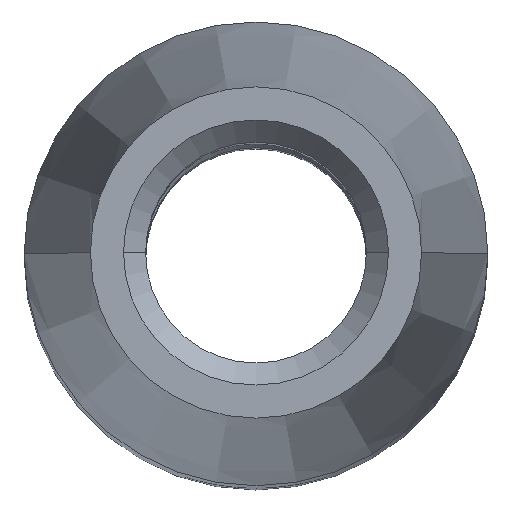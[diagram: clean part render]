
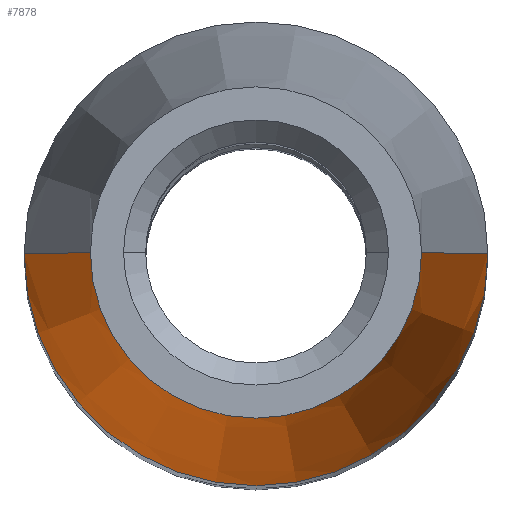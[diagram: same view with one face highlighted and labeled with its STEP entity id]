
A CAD part, top view. The second image highlights one B-rep face of the part: STEP entity #7878.
In plain terms, the highlighted conical face has half-angle 4.899 degrees and reference radius 5.25 mm.
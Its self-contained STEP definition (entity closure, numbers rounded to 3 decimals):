
#23 = CARTESIAN_POINT ( 'NONE',  ( 0., 0., 27.5 ) ) ;
#251 = ORIENTED_EDGE ( 'NONE', *, *, #497, .F. ) ;
#496 = FACE_OUTER_BOUND ( 'NONE', #856, .T. ) ;
#497 = EDGE_CURVE ( 'NONE', #5839, #5423, #10290, .T. ) ;
#544 = ORIENTED_EDGE ( 'NONE', *, *, #10978, .F. ) ;
#790 = CONICAL_SURFACE ( 'NONE', #5940, 5.25, 0.086 ) ;
#824 = DIRECTION ( 'NONE',  ( 1., 0., 0. ) ) ;
#856 = EDGE_LOOP ( 'NONE', ( #251, #544, #4627, #11478 ) ) ;
#1625 = CARTESIAN_POINT ( 'NONE',  ( -3.75, 0., 45. ) ) ;
#1999 = DIRECTION ( 'NONE',  ( 0.085, 0., -0.996 ) ) ;
#3065 = VECTOR ( 'NONE', #1999, 1000. ) ;
#3444 = AXIS2_PLACEMENT_3D ( 'NONE', #8354, #4636, #4854 ) ;
#4420 = DIRECTION ( 'NONE',  ( -0.085, 0., -0.996 ) ) ;
#4627 = ORIENTED_EDGE ( 'NONE', *, *, #4966, .T. ) ;
#4636 = DIRECTION ( 'NONE',  ( 0., 0., 1. ) ) ;
#4682 = DIRECTION ( 'NONE',  ( 0., 0., 1. ) ) ;
#4854 = DIRECTION ( 'NONE',  ( 1., 0., 0. ) ) ;
#4966 = EDGE_CURVE ( 'NONE', #7297, #7826, #11551, .T. ) ;
#4982 = CIRCLE ( 'NONE', #3444, 3.75 ) ;
#5069 = DIRECTION ( 'NONE',  ( 0., 0., -1. ) ) ;
#5114 = DIRECTION ( 'NONE',  ( -1., 0., 0. ) ) ;
#5423 = VERTEX_POINT ( 'NONE', #11450 ) ;
#5427 = EDGE_CURVE ( 'NONE', #7826, #5423, #7630, .T. ) ;
#5839 = VERTEX_POINT ( 'NONE', #10421 ) ;
#5940 = AXIS2_PLACEMENT_3D ( 'NONE', #6086, #5069, #5114 ) ;
#6086 = CARTESIAN_POINT ( 'NONE',  ( 0., 0., 27.5 ) ) ;
#6499 = AXIS2_PLACEMENT_3D ( 'NONE', #23, #4682, #824 ) ;
#7030 = CARTESIAN_POINT ( 'NONE',  ( -5.25, 0., 27.5 ) ) ;
#7297 = VERTEX_POINT ( 'NONE', #1625 ) ;
#7630 = CIRCLE ( 'NONE', #6499, 5.25 ) ;
#7826 = VERTEX_POINT ( 'NONE', #7030 ) ;
#7878 = ADVANCED_FACE ( 'NONE', ( #496 ), #790, .T. ) ;
#8354 = CARTESIAN_POINT ( 'NONE',  ( 0., 0., 45. ) ) ;
#9225 = CARTESIAN_POINT ( 'NONE',  ( -5.25, 0., 27.5 ) ) ;
#10290 = LINE ( 'NONE', #10599, #3065 ) ;
#10421 = CARTESIAN_POINT ( 'NONE',  ( 3.75, 0., 45. ) ) ;
#10599 = CARTESIAN_POINT ( 'NONE',  ( 5.25, 0., 27.5 ) ) ;
#10978 = EDGE_CURVE ( 'NONE', #7297, #5839, #4982, .T. ) ;
#11239 = VECTOR ( 'NONE', #4420, 1000. ) ;
#11450 = CARTESIAN_POINT ( 'NONE',  ( 5.25, 0., 27.5 ) ) ;
#11478 = ORIENTED_EDGE ( 'NONE', *, *, #5427, .T. ) ;
#11551 = LINE ( 'NONE', #9225, #11239 ) ;
